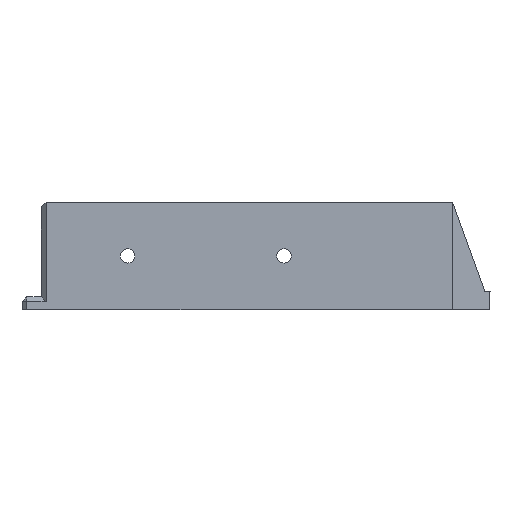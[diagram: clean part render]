
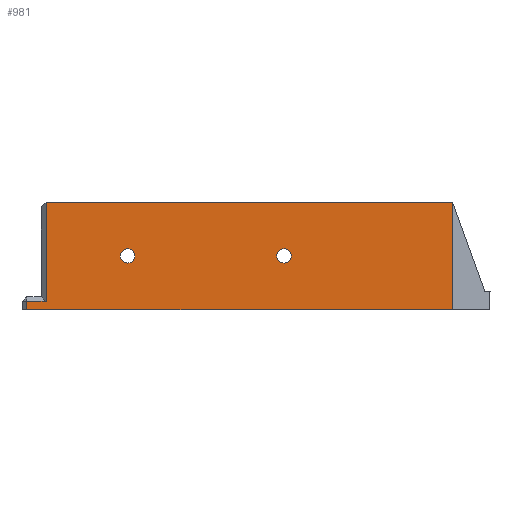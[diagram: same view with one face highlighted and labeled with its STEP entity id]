
A CAD part, left-side view. The second image highlights one B-rep face of the part: STEP entity #981.
In plain terms, the highlighted planar face has unit normal (-1, 0, 0).
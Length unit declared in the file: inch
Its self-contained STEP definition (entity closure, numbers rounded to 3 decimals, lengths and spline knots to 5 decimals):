
#1 = EDGE_CURVE ( 'NONE', #1219, #1207, #3078, .T. ) ;
#42 = EDGE_CURVE ( 'NONE', #2651, #1156, #1735, .T. ) ;
#56 = CARTESIAN_POINT ( 'NONE',  ( -3.5, 4.30394, 1.44004 ) ) ;
#157 = CARTESIAN_POINT ( 'NONE',  ( -3.5, 4.62579, 0.11403 ) ) ;
#186 = LINE ( 'NONE', #968, #1226 ) ;
#261 = DIRECTION ( 'NONE',  ( 1., 0., 0. ) ) ;
#287 = FACE_OUTER_BOUND ( 'NONE', #1852, .T. ) ;
#302 = DIRECTION ( 'NONE',  ( 1., 0., 0. ) ) ;
#305 = ORIENTED_EDGE ( 'NONE', *, *, #2814, .F. ) ;
#394 = LINE ( 'NONE', #974, #1566 ) ;
#400 = CARTESIAN_POINT ( 'NONE',  ( -3.5, 4.56329, 0.11403 ) ) ;
#426 = CIRCLE ( 'NONE', #531, 0.09675 ) ;
#433 = CARTESIAN_POINT ( 'NONE',  ( -3.5, -1.125, 0. ) ) ;
#435 = EDGE_CURVE ( 'NONE', #1633, #1219, #186, .T. ) ;
#442 = AXIS2_PLACEMENT_3D ( 'NONE', #1327, #2108, #803 ) ;
#453 = LINE ( 'NONE', #963, #2540 ) ;
#457 = AXIS2_PLACEMENT_3D ( 'NONE', #2433, #554, #2951 ) ;
#522 = VECTOR ( 'NONE', #2514, 39.37008 ) ;
#531 = AXIS2_PLACEMENT_3D ( 'NONE', #819, #302, #1364 ) ;
#547 = EDGE_LOOP ( 'NONE', ( #2531, #1211 ) ) ;
#554 = DIRECTION ( 'NONE',  ( 1., 0., 0. ) ) ;
#596 = EDGE_CURVE ( 'NONE', #1156, #2651, #2641, .T. ) ;
#633 = EDGE_CURVE ( 'NONE', #716, #1093, #426, .T. ) ;
#716 = VERTEX_POINT ( 'NONE', #2472 ) ;
#746 = VECTOR ( 'NONE', #2821, 39.37008 ) ;
#803 = DIRECTION ( 'NONE',  ( 0., 1., 0. ) ) ;
#806 = CARTESIAN_POINT ( 'NONE',  ( -3.5, 3.21447, 0.72254 ) ) ;
#819 = CARTESIAN_POINT ( 'NONE',  ( -3.5, 1.125, 0.72254 ) ) ;
#879 = CARTESIAN_POINT ( 'NONE',  ( -3.5, 4.56329, 9.56121 ) ) ;
#880 = EDGE_LOOP ( 'NONE', ( #1837, #2145 ) ) ;
#897 = LINE ( 'NONE', #879, #522 ) ;
#925 = AXIS2_PLACEMENT_3D ( 'NONE', #806, #261, #1577 ) ;
#929 = DIRECTION ( 'NONE',  ( 0., -1., 0. ) ) ;
#961 = VERTEX_POINT ( 'NONE', #3134 ) ;
#963 = CARTESIAN_POINT ( 'NONE',  ( -3.5, -1.125, 0. ) ) ;
#967 = CARTESIAN_POINT ( 'NONE',  ( -3.5, 4.30394, 0.11403 ) ) ;
#968 = CARTESIAN_POINT ( 'NONE',  ( -3.5, 4.30394, 9.56121 ) ) ;
#974 = CARTESIAN_POINT ( 'NONE',  ( -3.5, -1.125, 9.56121 ) ) ;
#981 = ADVANCED_FACE ( 'NONE', ( #2865, #1541, #287 ), #1314, .F. ) ;
#1032 = CARTESIAN_POINT ( 'NONE',  ( -3.5, 1.125, 0.62579 ) ) ;
#1093 = VERTEX_POINT ( 'NONE', #1032 ) ;
#1156 = VERTEX_POINT ( 'NONE', #3125 ) ;
#1207 = VERTEX_POINT ( 'NONE', #400 ) ;
#1211 = ORIENTED_EDGE ( 'NONE', *, *, #42, .T. ) ;
#1219 = VERTEX_POINT ( 'NONE', #967 ) ;
#1226 = VECTOR ( 'NONE', #2007, 39.37008 ) ;
#1277 = EDGE_CURVE ( 'NONE', #961, #3236, #453, .T. ) ;
#1314 = PLANE ( 'NONE',  #442 ) ;
#1327 = CARTESIAN_POINT ( 'NONE',  ( -3.5, -1.125, 9.56121 ) ) ;
#1362 = ORIENTED_EDGE ( 'NONE', *, *, #1277, .T. ) ;
#1364 = DIRECTION ( 'NONE',  ( 0., 1., 0. ) ) ;
#1408 = AXIS2_PLACEMENT_3D ( 'NONE', #2774, #2138, #1855 ) ;
#1541 = FACE_BOUND ( 'NONE', #880, .T. ) ;
#1566 = VECTOR ( 'NONE', #3041, 39.37008 ) ;
#1577 = DIRECTION ( 'NONE',  ( 0., 1., 0. ) ) ;
#1633 = VERTEX_POINT ( 'NONE', #56 ) ;
#1735 = CIRCLE ( 'NONE', #925, 0.09675 ) ;
#1745 = EDGE_CURVE ( 'NONE', #1815, #3236, #394, .T. ) ;
#1815 = VERTEX_POINT ( 'NONE', #3342 ) ;
#1837 = ORIENTED_EDGE ( 'NONE', *, *, #2632, .T. ) ;
#1852 = EDGE_LOOP ( 'NONE', ( #2015, #2414, #1362, #2244, #305, #2778 ) ) ;
#1855 = DIRECTION ( 'NONE',  ( 0., 1., 0. ) ) ;
#1939 = VECTOR ( 'NONE', #929, 39.37008 ) ;
#2002 = CIRCLE ( 'NONE', #1408, 0.09675 ) ;
#2007 = DIRECTION ( 'NONE',  ( 0., 0., -1. ) ) ;
#2015 = ORIENTED_EDGE ( 'NONE', *, *, #1, .T. ) ;
#2017 = DIRECTION ( 'NONE',  ( 0., -1., 0. ) ) ;
#2108 = DIRECTION ( 'NONE',  ( 1., 0., 0. ) ) ;
#2136 = EDGE_CURVE ( 'NONE', #1207, #961, #897, .T. ) ;
#2138 = DIRECTION ( 'NONE',  ( 1., 0., 0. ) ) ;
#2145 = ORIENTED_EDGE ( 'NONE', *, *, #633, .T. ) ;
#2155 = CARTESIAN_POINT ( 'NONE',  ( -3.5, 3.21447, 0.81929 ) ) ;
#2244 = ORIENTED_EDGE ( 'NONE', *, *, #1745, .F. ) ;
#2414 = ORIENTED_EDGE ( 'NONE', *, *, #2136, .T. ) ;
#2433 = CARTESIAN_POINT ( 'NONE',  ( -3.5, 3.21447, 0.72254 ) ) ;
#2472 = CARTESIAN_POINT ( 'NONE',  ( -3.5, 1.125, 0.81929 ) ) ;
#2514 = DIRECTION ( 'NONE',  ( 0., 0., -1. ) ) ;
#2531 = ORIENTED_EDGE ( 'NONE', *, *, #596, .T. ) ;
#2540 = VECTOR ( 'NONE', #2017, 39.37008 ) ;
#2632 = EDGE_CURVE ( 'NONE', #1093, #716, #2002, .T. ) ;
#2641 = CIRCLE ( 'NONE', #457, 0.09675 ) ;
#2651 = VERTEX_POINT ( 'NONE', #2155 ) ;
#2774 = CARTESIAN_POINT ( 'NONE',  ( -3.5, 1.125, 0.72254 ) ) ;
#2778 = ORIENTED_EDGE ( 'NONE', *, *, #435, .T. ) ;
#2814 = EDGE_CURVE ( 'NONE', #1633, #1815, #3260, .T. ) ;
#2821 = DIRECTION ( 'NONE',  ( 0., 1., 0. ) ) ;
#2865 = FACE_BOUND ( 'NONE', #547, .T. ) ;
#2951 = DIRECTION ( 'NONE',  ( 0., 1., 0. ) ) ;
#3041 = DIRECTION ( 'NONE',  ( 0., 0., -1. ) ) ;
#3078 = LINE ( 'NONE', #157, #746 ) ;
#3125 = CARTESIAN_POINT ( 'NONE',  ( -3.5, 3.21447, 0.62579 ) ) ;
#3134 = CARTESIAN_POINT ( 'NONE',  ( -3.5, 4.56329, 0. ) ) ;
#3236 = VERTEX_POINT ( 'NONE', #433 ) ;
#3260 = LINE ( 'NONE', #3331, #1939 ) ;
#3331 = CARTESIAN_POINT ( 'NONE',  ( -3.5, 4.36644, 1.44004 ) ) ;
#3342 = CARTESIAN_POINT ( 'NONE',  ( -3.5, -1.125, 1.44004 ) ) ;
